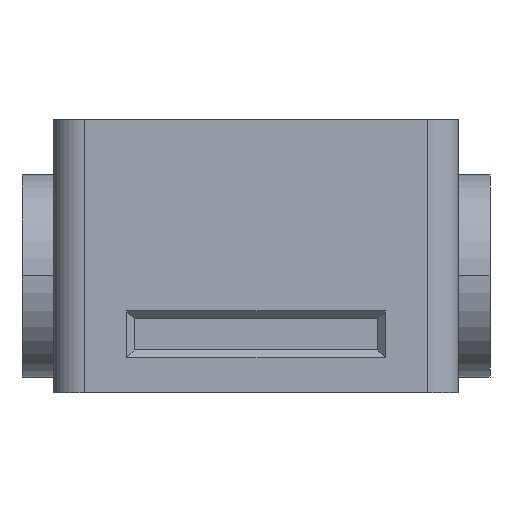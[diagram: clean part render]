
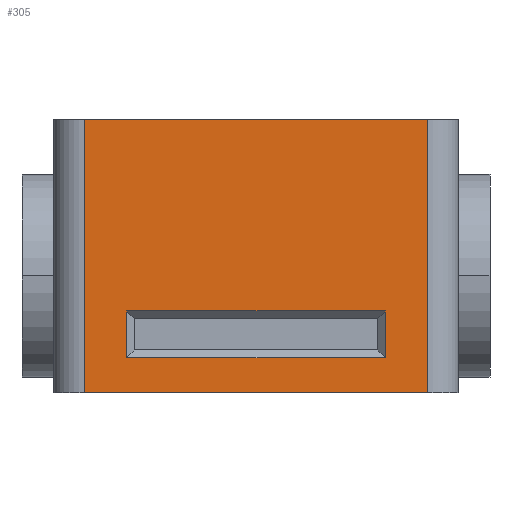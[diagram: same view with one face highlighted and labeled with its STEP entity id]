
A CAD part, left-side view. The second image highlights one B-rep face of the part: STEP entity #305.
In plain terms, the highlighted planar face has unit normal (-1, 0, 0).
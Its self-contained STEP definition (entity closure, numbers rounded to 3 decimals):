
#78 = EDGE_CURVE ( 'NONE', #3028, #3054, #2192, .T. ) ;
#80 = EDGE_CURVE ( 'NONE', #3054, #3055, #2186, .T. ) ;
#81 = EDGE_CURVE ( 'NONE', #3027, #3055, #2183, .T. ) ;
#305 = ADVANCED_FACE ( 'NONE', ( #677, #682 ), #1803, .F. ) ;
#461 = EDGE_CURVE ( 'NONE', #3007, #3008, #1352, .T. ) ;
#465 = EDGE_CURVE ( 'NONE', #3008, #3009, #1364, .T. ) ;
#470 = EDGE_CURVE ( 'NONE', #3009, #3010, #1379, .T. ) ;
#473 = EDGE_CURVE ( 'NONE', #3010, #3007, #1388, .T. ) ;
#496 = EDGE_CURVE ( 'NONE', #3027, #3028, #1457, .T. ) ;
#506 = ORIENTED_EDGE ( 'NONE', *, *, #473, .F. ) ;
#512 = ORIENTED_EDGE ( 'NONE', *, *, #465, .F. ) ;
#515 = ORIENTED_EDGE ( 'NONE', *, *, #461, .F. ) ;
#516 = ORIENTED_EDGE ( 'NONE', *, *, #81, .T. ) ;
#521 = ORIENTED_EDGE ( 'NONE', *, *, #78, .F. ) ;
#529 = ORIENTED_EDGE ( 'NONE', *, *, #80, .F. ) ;
#530 = ORIENTED_EDGE ( 'NONE', *, *, #496, .F. ) ;
#677 = FACE_BOUND ( 'NONE', #2490, .T. ) ;
#682 = FACE_OUTER_BOUND ( 'NONE', #2491, .T. ) ;
#684 = AXIS2_PLACEMENT_3D ( 'NONE', #1802, #1801, #1800 ) ;
#848 = VECTOR ( 'NONE', #1354, 1000. ) ;
#852 = VECTOR ( 'NONE', #1366, 1000. ) ;
#857 = VECTOR ( 'NONE', #1381, 1000. ) ;
#861 = VECTOR ( 'NONE', #1390, 1000. ) ;
#884 = VECTOR ( 'NONE', #1459, 1000. ) ;
#1352 = LINE ( 'NONE', #1353, #848 ) ;
#1353 = CARTESIAN_POINT ( 'NONE',  ( -86., -16.6, 17.5 ) ) ;
#1354 = DIRECTION ( 'NONE',  ( 0., 0., 1. ) ) ;
#1364 = LINE ( 'NONE', #1365, #852 ) ;
#1365 = CARTESIAN_POINT ( 'NONE',  ( -86., 0., 10.5 ) ) ;
#1366 = DIRECTION ( 'NONE',  ( 0., 1., 0. ) ) ;
#1379 = LINE ( 'NONE', #1380, #857 ) ;
#1380 = CARTESIAN_POINT ( 'NONE',  ( -86., 16.6, 17.5 ) ) ;
#1381 = DIRECTION ( 'NONE',  ( 0., 0., -1. ) ) ;
#1388 = LINE ( 'NONE', #1389, #861 ) ;
#1389 = CARTESIAN_POINT ( 'NONE',  ( -86., 0., 4.5 ) ) ;
#1390 = DIRECTION ( 'NONE',  ( 0., -1., 0. ) ) ;
#1457 = LINE ( 'NONE', #1458, #884 ) ;
#1458 = CARTESIAN_POINT ( 'NONE',  ( -86., 0., 0. ) ) ;
#1459 = DIRECTION ( 'NONE',  ( 0., 1., 0. ) ) ;
#1538 = CARTESIAN_POINT ( 'NONE',  ( -86., -16.6, 4.5 ) ) ;
#1539 = CARTESIAN_POINT ( 'NONE',  ( -86., -16.6, 10.5 ) ) ;
#1540 = CARTESIAN_POINT ( 'NONE',  ( -86., 16.6, 10.5 ) ) ;
#1541 = CARTESIAN_POINT ( 'NONE',  ( -86., 16.6, 4.5 ) ) ;
#1558 = CARTESIAN_POINT ( 'NONE',  ( -86., -22., 0. ) ) ;
#1559 = CARTESIAN_POINT ( 'NONE',  ( -86., 22., 0. ) ) ;
#1585 = CARTESIAN_POINT ( 'NONE',  ( -86., 22., 35. ) ) ;
#1586 = CARTESIAN_POINT ( 'NONE',  ( -86., -22., 35. ) ) ;
#1800 = DIRECTION ( 'NONE',  ( 0., 0., -1. ) ) ;
#1801 = DIRECTION ( 'NONE',  ( 1., 0., 0. ) ) ;
#1802 = CARTESIAN_POINT ( 'NONE',  ( -86., -22., 35. ) ) ;
#1803 = PLANE ( 'NONE',  #684 ) ;
#2181 = DIRECTION ( 'NONE',  ( 0., 0., 1. ) ) ;
#2182 = CARTESIAN_POINT ( 'NONE',  ( -86., -22., 17.5 ) ) ;
#2183 = LINE ( 'NONE', #2182, #3320 ) ;
#2184 = DIRECTION ( 'NONE',  ( 0., -1., 0. ) ) ;
#2185 = CARTESIAN_POINT ( 'NONE',  ( -86., 0., 35. ) ) ;
#2186 = LINE ( 'NONE', #2185, #3323 ) ;
#2190 = DIRECTION ( 'NONE',  ( 0., 0., 1. ) ) ;
#2191 = CARTESIAN_POINT ( 'NONE',  ( -86., 22., 17.5 ) ) ;
#2192 = LINE ( 'NONE', #2191, #3326 ) ;
#2490 = EDGE_LOOP ( 'NONE', ( #2920, #512, #515, #506 ) ) ;
#2491 = EDGE_LOOP ( 'NONE', ( #516, #529, #521, #530 ) ) ;
#2920 = ORIENTED_EDGE ( 'NONE', *, *, #470, .F. ) ;
#3007 = VERTEX_POINT ( 'NONE', #1538 ) ;
#3008 = VERTEX_POINT ( 'NONE', #1539 ) ;
#3009 = VERTEX_POINT ( 'NONE', #1540 ) ;
#3010 = VERTEX_POINT ( 'NONE', #1541 ) ;
#3027 = VERTEX_POINT ( 'NONE', #1558 ) ;
#3028 = VERTEX_POINT ( 'NONE', #1559 ) ;
#3054 = VERTEX_POINT ( 'NONE', #1585 ) ;
#3055 = VERTEX_POINT ( 'NONE', #1586 ) ;
#3320 = VECTOR ( 'NONE', #2181, 1000. ) ;
#3323 = VECTOR ( 'NONE', #2184, 1000. ) ;
#3326 = VECTOR ( 'NONE', #2190, 1000. ) ;
